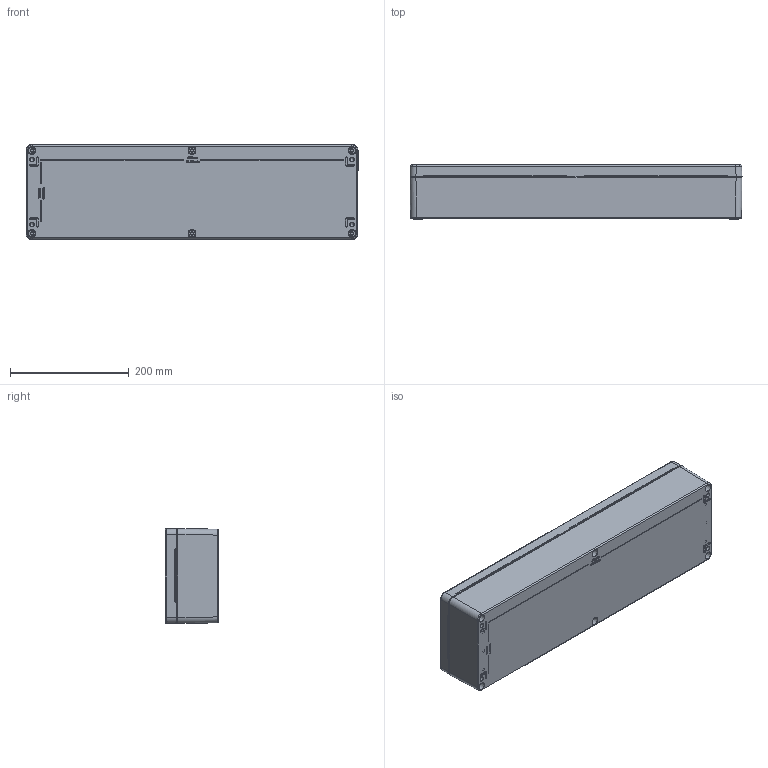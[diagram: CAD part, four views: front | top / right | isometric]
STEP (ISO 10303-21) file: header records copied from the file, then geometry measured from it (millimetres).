
FILE_DESCRIPTION(/* description */ (''),/* implementation_level */ '2;1');
FILE_NAME(/* name */ '09561609000-RST.stp',/* time_stamp */ '2021-09-06T15:01:02+02:00',/* author */ ('sl'),/* organization */ (''),/* preprocessor_version */ 'ST-DEVELOPER v16.5',/* originating_system */ 'Autodesk Inventor 2017',/* authorisation */ '');
FILE_SCHEMA (('AUTOMOTIVE_DESIGN { 1 0 10303 214 3 1 1 }'));
Products named in the file (8): Alu-Gehäuse-24-BG-0001-09_561609_000; Deckel-Alu-Gehäuse-24-BG-0002-09_561609_000; Deckel-Alu-Gehäuse-24-BT-0001-09_561609_000; Dichtlippe-Alu-Gehäuse-24-BT-0003-09_561609_000; UT-Alu-Gehäuse-24-BG-0003-09_561609_000; Erdung-Edelstahl-Gehäuse-01-BT-0002-20101006000; UT-Alu-Gehäuse-24-BT-0002-09_561609_000; Schraube-M6x25-10
Assembly tree (16 placements, depth 3):
  Alu-Gehäuse-24-BG-0001-09_561609_000
    Deckel-Alu-Gehäuse-24-BG-0002-09_561609_000
      Deckel-Alu-Gehäuse-24-BT-0001-09_561609_000
      Dichtlippe-Alu-Gehäuse-24-BT-0003-09_561609_000
      Erdung-Edelstahl-Gehäuse-01-BT-0002-20101006000
    UT-Alu-Gehäuse-24-BG-0003-09_561609_000
      Erdung-Edelstahl-Gehäuse-01-BT-0002-20101006000  x4
      UT-Alu-Gehäuse-24-BT-0002-09_561609_000
    Schraube-M6x25-10  x6
Bounding box: 560 x 91 x 160 mm (x, y, z)
Volume: 1445631.9 mm3; surface area: 650160.1 mm2
Topology: 14 solids, 15 shells, 3101 faces, 7386 edges, 4036 vertices
Faces by surface type: bspline 1129, cylinder 926, plane 646, sphere 196, cone 110, torus 94
Full cylindrical faces by diameter (mm): 4.7 x5, 5 x16, 5.3 x6, 6 x6, 8 x5
Entity records: 140383 total; most frequent: CARTESIAN_POINT 83089, ORIENTED_EDGE 12498, DIRECTION 10812, EDGE_CURVE 6249, AXIS2_PLACEMENT_3D 4281, VERTEX_POINT 3620, EDGE_LOOP 3129, FACE_OUTER_BOUND 2867
